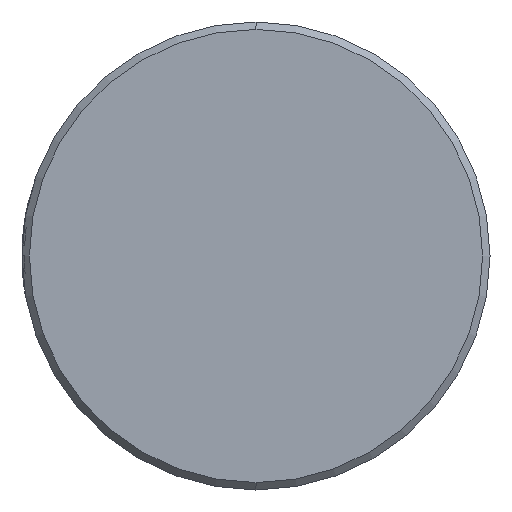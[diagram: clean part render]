
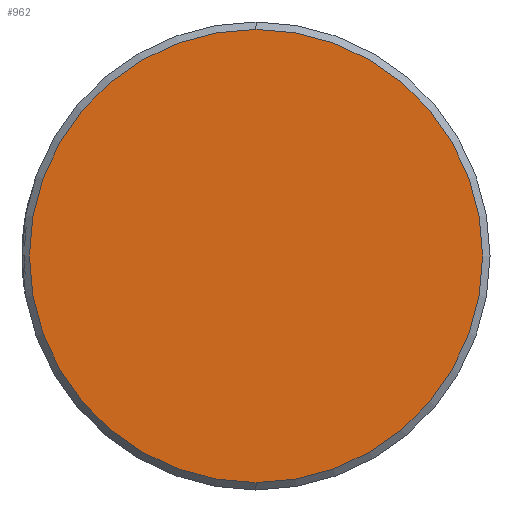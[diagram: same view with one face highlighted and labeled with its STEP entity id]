
A CAD part, left-side view. The second image highlights one B-rep face of the part: STEP entity #962.
In plain terms, the highlighted planar face has unit normal (-1, 0, 0).
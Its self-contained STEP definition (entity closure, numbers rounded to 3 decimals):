
#45 = ORIENTED_EDGE ( 'NONE', *, *, #183, .T. ) ;
#65 = CIRCLE ( 'NONE', #630, 9.2 ) ;
#104 = EDGE_CURVE ( 'NONE', #1126, #634, #65, .T. ) ;
#183 = EDGE_CURVE ( 'NONE', #634, #1126, #442, .T. ) ;
#238 = DIRECTION ( 'NONE',  ( -1., 0., 0. ) ) ;
#266 = DIRECTION ( 'NONE',  ( 0., 0., 1. ) ) ;
#276 = DIRECTION ( 'NONE',  ( -1., 0., 0. ) ) ;
#310 = DIRECTION ( 'NONE',  ( -1., 0., 0. ) ) ;
#337 = CARTESIAN_POINT ( 'NONE',  ( -5., 0., 9.2 ) ) ;
#442 = CIRCLE ( 'NONE', #1093, 9.2 ) ;
#533 = FACE_OUTER_BOUND ( 'NONE', #650, .T. ) ;
#548 = CARTESIAN_POINT ( 'NONE',  ( -5., 0., 0. ) ) ;
#613 = CARTESIAN_POINT ( 'NONE',  ( -5., 0., -9.2 ) ) ;
#630 = AXIS2_PLACEMENT_3D ( 'NONE', #814, #238, #948 ) ;
#634 = VERTEX_POINT ( 'NONE', #613 ) ;
#650 = EDGE_LOOP ( 'NONE', ( #45, #761 ) ) ;
#707 = CARTESIAN_POINT ( 'NONE',  ( -5., 0., 0. ) ) ;
#761 = ORIENTED_EDGE ( 'NONE', *, *, #104, .T. ) ;
#814 = CARTESIAN_POINT ( 'NONE',  ( -5., 0., 0. ) ) ;
#887 = AXIS2_PLACEMENT_3D ( 'NONE', #707, #310, #1008 ) ;
#904 = PLANE ( 'NONE',  #887 ) ;
#948 = DIRECTION ( 'NONE',  ( 0., 0., 1. ) ) ;
#962 = ADVANCED_FACE ( 'NONE', ( #533 ), #904, .T. ) ;
#1008 = DIRECTION ( 'NONE',  ( 0., 0., 1. ) ) ;
#1093 = AXIS2_PLACEMENT_3D ( 'NONE', #548, #276, #266 ) ;
#1126 = VERTEX_POINT ( 'NONE', #337 ) ;
